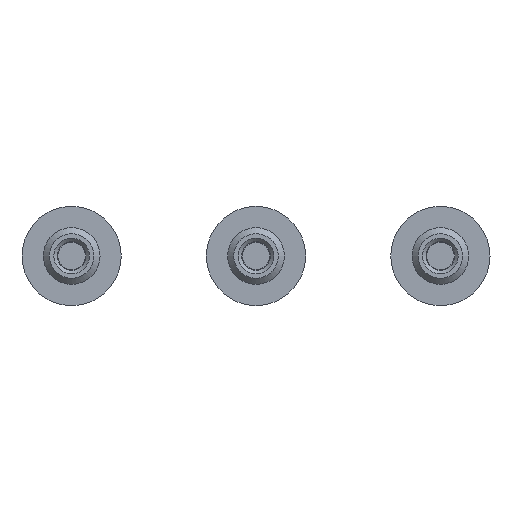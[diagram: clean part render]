
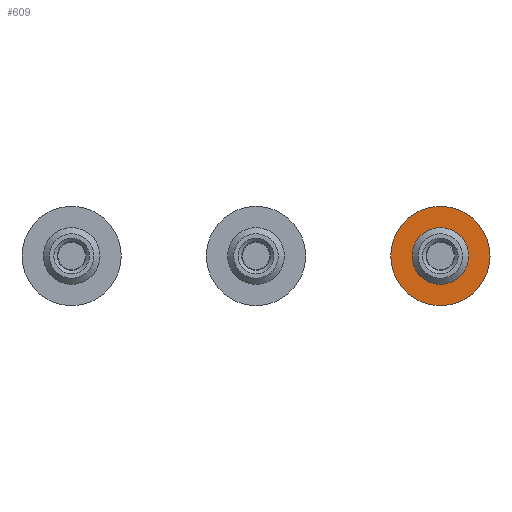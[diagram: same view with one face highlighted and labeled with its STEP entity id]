
A CAD part, front view. The second image highlights one B-rep face of the part: STEP entity #609.
In plain terms, the highlighted face is planar.
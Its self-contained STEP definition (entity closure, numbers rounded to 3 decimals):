
#123=PLANE('',#706);
#228=ORIENTED_EDGE('',*,*,#322,.F.);
#229=ORIENTED_EDGE('',*,*,#323,.T.);
#322=EDGE_CURVE('',#374,#374,#413,.T.);
#323=EDGE_CURVE('',#375,#375,#414,.T.);
#374=VERTEX_POINT('',#1085);
#375=VERTEX_POINT('',#1087);
#413=CIRCLE('',#707,3.5);
#414=CIRCLE('',#708,1.8);
#465=EDGE_LOOP('',(#228));
#466=EDGE_LOOP('',(#229));
#534=FACE_BOUND('',#465,.T.);
#535=FACE_BOUND('',#466,.T.);
#609=ADVANCED_FACE('',(#534,#535),#123,.F.);
#706=AXIS2_PLACEMENT_3D('',#1083,#871,#872);
#707=AXIS2_PLACEMENT_3D('',#1084,#873,#874);
#708=AXIS2_PLACEMENT_3D('',#1086,#875,#876);
#871=DIRECTION('',(0.,-1.,0.));
#872=DIRECTION('',(0.,0.,-1.));
#873=DIRECTION('',(0.,-1.,0.));
#874=DIRECTION('',(0.,0.,-1.));
#875=DIRECTION('',(0.,-1.,0.));
#876=DIRECTION('',(0.,0.,-1.));
#1083=CARTESIAN_POINT('',(0.,0.,0.));
#1084=CARTESIAN_POINT('',(0.,0.,0.));
#1085=CARTESIAN_POINT('',(0.,0.,-3.5));
#1086=CARTESIAN_POINT('',(0.,0.,0.));
#1087=CARTESIAN_POINT('',(0.,0.,-1.8));
